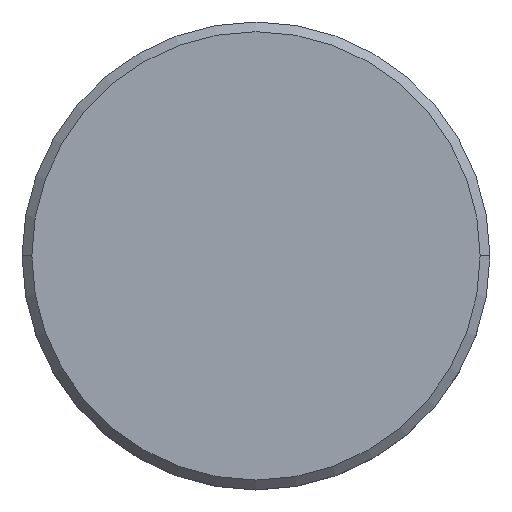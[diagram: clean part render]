
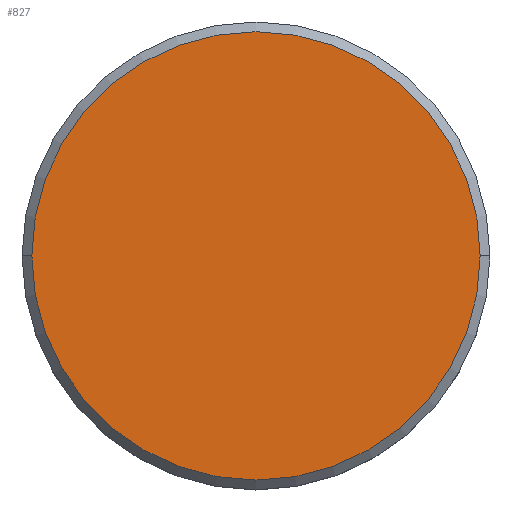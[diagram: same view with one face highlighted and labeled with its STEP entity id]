
A CAD part, top view. The second image highlights one B-rep face of the part: STEP entity #827.
In plain terms, the highlighted planar face has unit normal (0, 0, 1).
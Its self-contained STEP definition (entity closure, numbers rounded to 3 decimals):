
#60 = DIRECTION ( 'NONE',  ( 1., 0., 0. ) ) ;
#94 = CARTESIAN_POINT ( 'NONE',  ( 0., 0., 0. ) ) ;
#139 = ORIENTED_EDGE ( 'NONE', *, *, #1142, .T. ) ;
#167 = EDGE_CURVE ( 'NONE', #337, #1057, #962, .T. ) ;
#261 = AXIS2_PLACEMENT_3D ( 'NONE', #324, #616, #60 ) ;
#310 = CARTESIAN_POINT ( 'NONE',  ( 11.5, 0., 0. ) ) ;
#324 = CARTESIAN_POINT ( 'NONE',  ( 0., 0., 0. ) ) ;
#337 = VERTEX_POINT ( 'NONE', #310 ) ;
#344 = PLANE ( 'NONE',  #261 ) ;
#405 = CARTESIAN_POINT ( 'NONE',  ( 0., 0., 0. ) ) ;
#438 = DIRECTION ( 'NONE',  ( 1., 0., 0. ) ) ;
#444 = CIRCLE ( 'NONE', #766, 11.5 ) ;
#459 = DIRECTION ( 'NONE',  ( 0., 0., 1. ) ) ;
#540 = AXIS2_PLACEMENT_3D ( 'NONE', #94, #459, #438 ) ;
#582 = DIRECTION ( 'NONE',  ( 1., 0., 0. ) ) ;
#595 = EDGE_LOOP ( 'NONE', ( #139, #896 ) ) ;
#616 = DIRECTION ( 'NONE',  ( 0., 0., 1. ) ) ;
#652 = CARTESIAN_POINT ( 'NONE',  ( -11.5, 0., 0. ) ) ;
#766 = AXIS2_PLACEMENT_3D ( 'NONE', #405, #1037, #582 ) ;
#789 = FACE_OUTER_BOUND ( 'NONE', #595, .T. ) ;
#827 = ADVANCED_FACE ( 'NONE', ( #789 ), #344, .T. ) ;
#896 = ORIENTED_EDGE ( 'NONE', *, *, #167, .T. ) ;
#962 = CIRCLE ( 'NONE', #540, 11.5 ) ;
#1037 = DIRECTION ( 'NONE',  ( 0., 0., 1. ) ) ;
#1057 = VERTEX_POINT ( 'NONE', #652 ) ;
#1142 = EDGE_CURVE ( 'NONE', #1057, #337, #444, .T. ) ;
